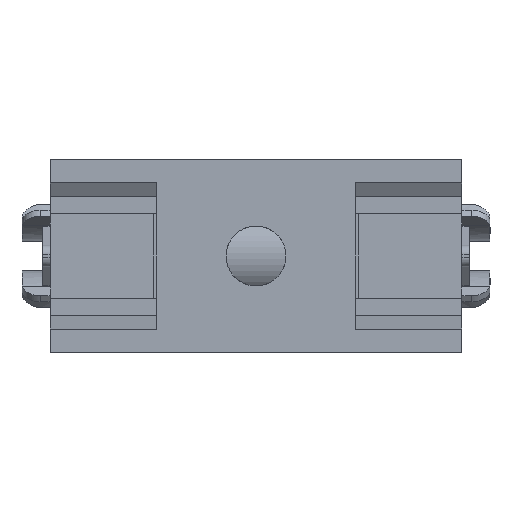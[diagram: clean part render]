
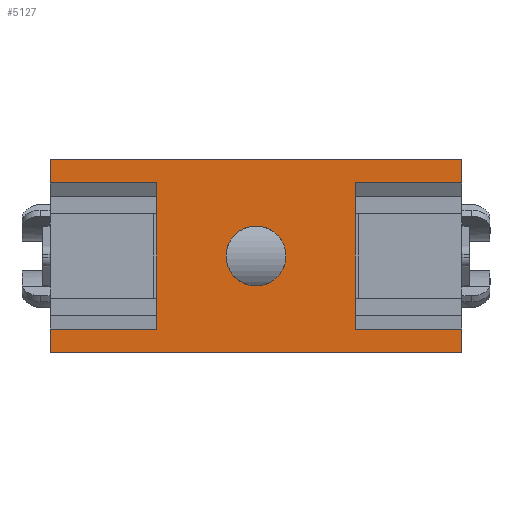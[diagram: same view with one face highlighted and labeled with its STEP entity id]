
A CAD part, front view. The second image highlights one B-rep face of the part: STEP entity #5127.
In plain terms, the highlighted free-form (B-spline) face has degree [1, 1] with [2, 2] control points.
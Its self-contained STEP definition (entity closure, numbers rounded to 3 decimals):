
#4440 = VERTEX_POINT('',#4441);
#4441 = CARTESIAN_POINT('',(-4.265,0.,-3.139));
#4446 = EDGE_CURVE('',#4447,#4440,#4449,.T.);
#4447 = VERTEX_POINT('',#4448);
#4448 = CARTESIAN_POINT('',(-4.265,0.,3.139));
#4449 = B_SPLINE_CURVE_WITH_KNOTS('',1,(#4450,#4451),.UNSPECIFIED.,.F.,
  .F.,(2,2),(-3.9,3.9),.PIECEWISE_BEZIER_KNOTS.);
#4450 = CARTESIAN_POINT('',(-4.265,0.,3.139));
#4451 = CARTESIAN_POINT('',(-4.265,0.,-3.139));
#4842 = VERTEX_POINT('',#4843);
#4843 = CARTESIAN_POINT('',(4.265,0.,-3.139));
#4932 = VERTEX_POINT('',#4933);
#4933 = CARTESIAN_POINT('',(4.265,0.,3.139));
#4938 = EDGE_CURVE('',#4842,#4932,#4939,.T.);
#4939 = B_SPLINE_CURVE_WITH_KNOTS('',1,(#4940,#4941),.UNSPECIFIED.,.F.,
  .F.,(2,2),(-3.9,3.9),.PIECEWISE_BEZIER_KNOTS.);
#4940 = CARTESIAN_POINT('',(4.265,0.,-3.139));
#4941 = CARTESIAN_POINT('',(4.265,0.,3.139));
#4996 = VERTEX_POINT('',#4997);
#4997 = CARTESIAN_POINT('',(8.852,0.,-3.139));
#5002 = EDGE_CURVE('',#4996,#5003,#5005,.T.);
#5003 = VERTEX_POINT('',#5004);
#5004 = CARTESIAN_POINT('',(8.852,0.,-4.145));
#5005 = B_SPLINE_CURVE_WITH_KNOTS('',1,(#5006,#5007),.UNSPECIFIED.,.F.,
  .F.,(2,2),(9.05,10.3),.PIECEWISE_BEZIER_KNOTS.);
#5006 = CARTESIAN_POINT('',(8.852,0.,-3.139));
#5007 = CARTESIAN_POINT('',(8.852,0.,-4.145));
#5023 = EDGE_CURVE('',#5003,#5024,#5026,.T.);
#5024 = VERTEX_POINT('',#5025);
#5025 = CARTESIAN_POINT('',(-8.852,0.,-4.145));
#5026 = B_SPLINE_CURVE_WITH_KNOTS('',1,(#5027,#5028),.UNSPECIFIED.,.F.,
  .F.,(2,2),(0.,22.),.PIECEWISE_BEZIER_KNOTS.);
#5027 = CARTESIAN_POINT('',(8.852,0.,-4.145));
#5028 = CARTESIAN_POINT('',(-8.852,0.,-4.145));
#5054 = EDGE_CURVE('',#5024,#5055,#5057,.T.);
#5055 = VERTEX_POINT('',#5056);
#5056 = CARTESIAN_POINT('',(-8.852,0.,-3.139));
#5057 = B_SPLINE_CURVE_WITH_KNOTS('',1,(#5058,#5059),.UNSPECIFIED.,.F.,
  .F.,(2,2),(0.,1.25),.PIECEWISE_BEZIER_KNOTS.);
#5058 = CARTESIAN_POINT('',(-8.852,0.,-4.145));
#5059 = CARTESIAN_POINT('',(-8.852,0.,-3.139));
#5112 = EDGE_CURVE('',#4440,#5055,#5113,.T.);
#5113 = B_SPLINE_CURVE_WITH_KNOTS('',1,(#5114,#5115),.UNSPECIFIED.,.F.,
  .F.,(2,2),(-0.2,5.5),.PIECEWISE_BEZIER_KNOTS.);
#5114 = CARTESIAN_POINT('',(-4.265,0.,
    -3.139));
#5115 = CARTESIAN_POINT('',(-8.852,0.,
    -3.139));
#5127 = ADVANCED_FACE('',(#5128,#5174),#5188,.F.);
#5128 = FACE_BOUND('',#5129,.T.);
#5129 = EDGE_LOOP('',(#5130,#5131,#5132,#5133,#5134,#5139,#5140,#5147,
    #5154,#5161,#5168,#5173));
#5130 = ORIENTED_EDGE('',*,*,#5112,.T.);
#5131 = ORIENTED_EDGE('',*,*,#5054,.F.);
#5132 = ORIENTED_EDGE('',*,*,#5023,.F.);
#5133 = ORIENTED_EDGE('',*,*,#5002,.F.);
#5134 = ORIENTED_EDGE('',*,*,#5135,.T.);
#5135 = EDGE_CURVE('',#4996,#4842,#5136,.T.);
#5136 = B_SPLINE_CURVE_WITH_KNOTS('',1,(#5137,#5138),.UNSPECIFIED.,.F.,
  .F.,(2,2),(-5.5,0.2),.PIECEWISE_BEZIER_KNOTS.);
#5137 = CARTESIAN_POINT('',(8.852,0.,
    -3.139));
#5138 = CARTESIAN_POINT('',(4.265,0.,
    -3.139));
#5139 = ORIENTED_EDGE('',*,*,#4938,.T.);
#5140 = ORIENTED_EDGE('',*,*,#5141,.T.);
#5141 = EDGE_CURVE('',#4932,#5142,#5144,.T.);
#5142 = VERTEX_POINT('',#5143);
#5143 = CARTESIAN_POINT('',(8.852,0.,3.139));
#5144 = B_SPLINE_CURVE_WITH_KNOTS('',1,(#5145,#5146),.UNSPECIFIED.,.F.,
  .F.,(2,2),(-0.2,5.5),.PIECEWISE_BEZIER_KNOTS.);
#5145 = CARTESIAN_POINT('',(4.265,0.,
    3.139));
#5146 = CARTESIAN_POINT('',(8.852,0.,
    3.139));
#5147 = ORIENTED_EDGE('',*,*,#5148,.F.);
#5148 = EDGE_CURVE('',#5149,#5142,#5151,.T.);
#5149 = VERTEX_POINT('',#5150);
#5150 = CARTESIAN_POINT('',(8.852,0.,4.145));
#5151 = B_SPLINE_CURVE_WITH_KNOTS('',1,(#5152,#5153),.UNSPECIFIED.,.F.,
  .F.,(2,2),(0.,1.25),.PIECEWISE_BEZIER_KNOTS.);
#5152 = CARTESIAN_POINT('',(8.852,0.,4.145));
#5153 = CARTESIAN_POINT('',(8.852,0.,3.139));
#5154 = ORIENTED_EDGE('',*,*,#5155,.F.);
#5155 = EDGE_CURVE('',#5156,#5149,#5158,.T.);
#5156 = VERTEX_POINT('',#5157);
#5157 = CARTESIAN_POINT('',(-8.852,0.,4.145));
#5158 = B_SPLINE_CURVE_WITH_KNOTS('',1,(#5159,#5160),.UNSPECIFIED.,.F.,
  .F.,(2,2),(0.,22.),.PIECEWISE_BEZIER_KNOTS.);
#5159 = CARTESIAN_POINT('',(-8.852,0.,4.145));
#5160 = CARTESIAN_POINT('',(8.852,0.,4.145));
#5161 = ORIENTED_EDGE('',*,*,#5162,.F.);
#5162 = EDGE_CURVE('',#5163,#5156,#5165,.T.);
#5163 = VERTEX_POINT('',#5164);
#5164 = CARTESIAN_POINT('',(-8.852,0.,3.139));
#5165 = B_SPLINE_CURVE_WITH_KNOTS('',1,(#5166,#5167),.UNSPECIFIED.,.F.,
  .F.,(2,2),(9.05,10.3),.PIECEWISE_BEZIER_KNOTS.);
#5166 = CARTESIAN_POINT('',(-8.852,0.,3.139));
#5167 = CARTESIAN_POINT('',(-8.852,0.,4.145));
#5168 = ORIENTED_EDGE('',*,*,#5169,.T.);
#5169 = EDGE_CURVE('',#5163,#4447,#5170,.T.);
#5170 = B_SPLINE_CURVE_WITH_KNOTS('',1,(#5171,#5172),.UNSPECIFIED.,.F.,
  .F.,(2,2),(-5.5,0.2),.PIECEWISE_BEZIER_KNOTS.);
#5171 = CARTESIAN_POINT('',(-8.852,0.,
    3.139));
#5172 = CARTESIAN_POINT('',(-4.265,0.,
    3.139));
#5173 = ORIENTED_EDGE('',*,*,#4446,.T.);
#5174 = FACE_BOUND('',#5175,.T.);
#5175 = EDGE_LOOP('',(#5176));
#5176 = ORIENTED_EDGE('',*,*,#5177,.T.);
#5177 = EDGE_CURVE('',#5178,#5178,#5180,.T.);
#5178 = VERTEX_POINT('',#5179);
#5179 = CARTESIAN_POINT('',(-1.288,0.,0.));
#5180 = ( BOUNDED_CURVE() B_SPLINE_CURVE(2,(#5181,#5182,#5183,#5184,
#5185,#5186,#5187),.UNSPECIFIED.,.T.,.F.) B_SPLINE_CURVE_WITH_KNOTS((3,2
    ,2,3),(3.142,5.236,7.33,9.425),
.PIECEWISE_BEZIER_KNOTS.) CURVE() GEOMETRIC_REPRESENTATION_ITEM() 
RATIONAL_B_SPLINE_CURVE((1.,0.5,1.,0.5,1.,0.5,1.)) REPRESENTATION_ITEM(
  '') );
#5181 = CARTESIAN_POINT('',(-1.288,0.,0.));
#5182 = CARTESIAN_POINT('',(-1.288,0.,2.23));
#5183 = CARTESIAN_POINT('',(0.644,0.,1.115));
#5184 = CARTESIAN_POINT('',(2.575,0.,0.));
#5185 = CARTESIAN_POINT('',(0.644,0.,-1.115));
#5186 = CARTESIAN_POINT('',(-1.288,0.,-2.23));
#5187 = CARTESIAN_POINT('',(-1.288,0.,0.));
#5188 = B_SPLINE_SURFACE_WITH_KNOTS('',1,1,(
    (#5189,#5190)
    ,(#5191,#5192
    )),.UNSPECIFIED.,.F.,.F.,.F.,(2,2),(2,2),(-5.15,5.15),(-11.,11.),
  .PIECEWISE_BEZIER_KNOTS.);
#5189 = CARTESIAN_POINT('',(-8.852,0.,-4.145));
#5190 = CARTESIAN_POINT('',(8.852,0.,-4.145));
#5191 = CARTESIAN_POINT('',(-8.852,0.,4.145));
#5192 = CARTESIAN_POINT('',(8.852,0.,4.145));
